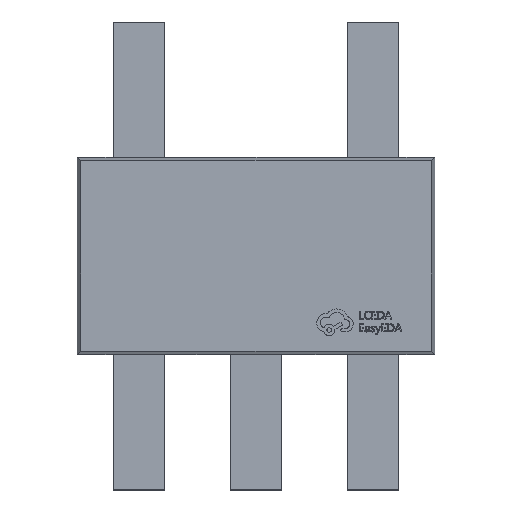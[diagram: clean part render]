
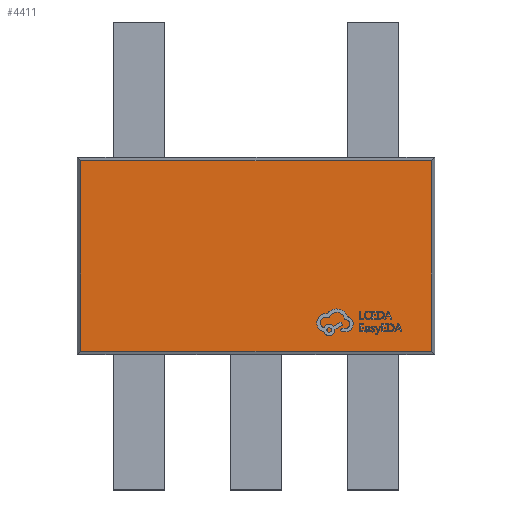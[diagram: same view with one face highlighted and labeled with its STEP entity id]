
A CAD part, top view. The second image highlights one B-rep face of the part: STEP entity #4411.
In plain terms, the highlighted planar face has unit normal (0, 0, 1).
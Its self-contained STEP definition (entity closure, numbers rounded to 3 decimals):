
#336 = EDGE_CURVE ( 'NONE', #11075, #8059, #1741, .T. ) ;
#491 = CARTESIAN_POINT ( 'NONE',  ( -1.424, -0.774, 0.75 ) ) ;
#542 = LINE ( 'NONE', #8487, #3334 ) ;
#606 = DIRECTION ( 'NONE',  ( 0., -1., 0. ) ) ;
#1741 = LINE ( 'NONE', #9575, #6131 ) ;
#3334 = VECTOR ( 'NONE', #6428, 1000. ) ;
#3688 = ORIENTED_EDGE ( 'NONE', *, *, #336, .F. ) ;
#3742 = DIRECTION ( 'NONE',  ( -1., 0., 0. ) ) ;
#3928 = VERTEX_POINT ( 'NONE', #12275 ) ;
#4411 = ADVANCED_FACE ( 'NONE', ( #6175 ), #8152, .T. ) ;
#4660 = CARTESIAN_POINT ( 'NONE',  ( -1.424, 1.9, 0.75 ) ) ;
#5092 = LINE ( 'NONE', #7152, #5199 ) ;
#5199 = VECTOR ( 'NONE', #5367, 1000. ) ;
#5267 = EDGE_LOOP ( 'NONE', ( #11167, #7321, #11743, #3688 ) ) ;
#5367 = DIRECTION ( 'NONE',  ( 0., -1., 0. ) ) ;
#6131 = VECTOR ( 'NONE', #3742, 1000. ) ;
#6175 = FACE_OUTER_BOUND ( 'NONE', #5267, .T. ) ;
#6428 = DIRECTION ( 'NONE',  ( -1., 0., 0. ) ) ;
#6679 = AXIS2_PLACEMENT_3D ( 'NONE', #12295, #11486, #9577 ) ;
#6736 = LINE ( 'NONE', #4660, #8509 ) ;
#7152 = CARTESIAN_POINT ( 'NONE',  ( 1.424, 1.9, 0.75 ) ) ;
#7321 = ORIENTED_EDGE ( 'NONE', *, *, #9581, .T. ) ;
#8059 = VERTEX_POINT ( 'NONE', #491 ) ;
#8152 = PLANE ( 'NONE',  #6679 ) ;
#8292 = VERTEX_POINT ( 'NONE', #10969 ) ;
#8399 = EDGE_CURVE ( 'NONE', #8292, #8059, #6736, .T. ) ;
#8487 = CARTESIAN_POINT ( 'NONE',  ( 1.45, 0.774, 0.75 ) ) ;
#8509 = VECTOR ( 'NONE', #606, 1000. ) ;
#9086 = EDGE_CURVE ( 'NONE', #3928, #11075, #5092, .T. ) ;
#9575 = CARTESIAN_POINT ( 'NONE',  ( 1.45, -0.774, 0.75 ) ) ;
#9577 = DIRECTION ( 'NONE',  ( 1., 0., 0. ) ) ;
#9581 = EDGE_CURVE ( 'NONE', #3928, #8292, #542, .T. ) ;
#10969 = CARTESIAN_POINT ( 'NONE',  ( -1.424, 0.774, 0.75 ) ) ;
#11075 = VERTEX_POINT ( 'NONE', #12501 ) ;
#11167 = ORIENTED_EDGE ( 'NONE', *, *, #9086, .F. ) ;
#11486 = DIRECTION ( 'NONE',  ( 0., 0., 1. ) ) ;
#11743 = ORIENTED_EDGE ( 'NONE', *, *, #8399, .T. ) ;
#12275 = CARTESIAN_POINT ( 'NONE',  ( 1.424, 0.774, 0.75 ) ) ;
#12295 = CARTESIAN_POINT ( 'NONE',  ( 0., 0., 0.75 ) ) ;
#12501 = CARTESIAN_POINT ( 'NONE',  ( 1.424, -0.774, 0.75 ) ) ;
